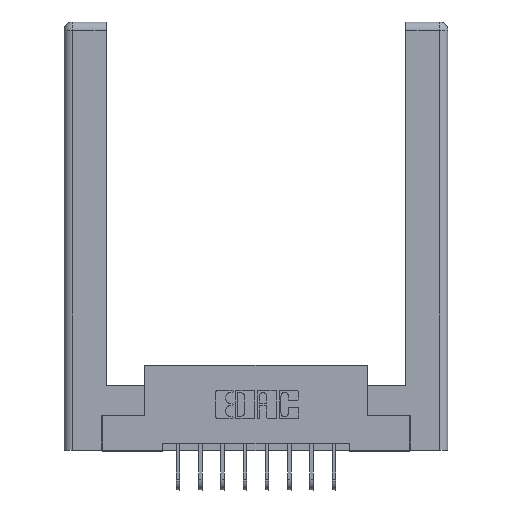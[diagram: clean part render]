
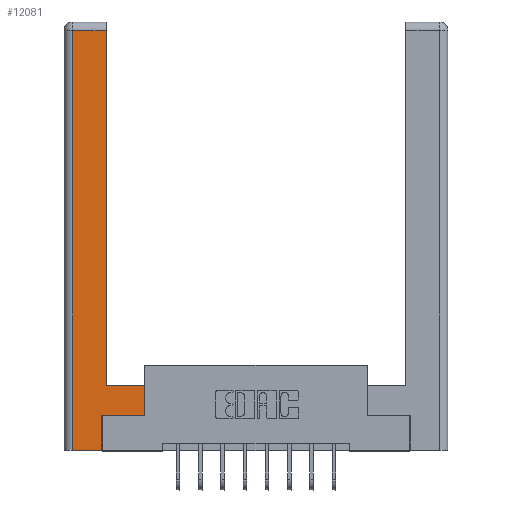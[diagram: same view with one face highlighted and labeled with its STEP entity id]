
A CAD part, top view. The second image highlights one B-rep face of the part: STEP entity #12081.
In plain terms, the highlighted planar face has unit normal (0, 0, 1).
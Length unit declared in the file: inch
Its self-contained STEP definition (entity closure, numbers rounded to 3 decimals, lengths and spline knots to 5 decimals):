
#74 = AXIS2_PLACEMENT_3D ( 'NONE', #10435, #11698, #1667 ) ;
#261 = EDGE_CURVE ( 'NONE', #6451, #4675, #1640, .T. ) ;
#612 = EDGE_CURVE ( 'NONE', #7992, #6451, #11126, .T. ) ;
#703 = ORIENTED_EDGE ( 'NONE', *, *, #6100, .T. ) ;
#891 = LINE ( 'NONE', #3206, #5658 ) ;
#1069 = LINE ( 'NONE', #9126, #11811 ) ;
#1640 = LINE ( 'NONE', #4853, #10810 ) ;
#1667 = DIRECTION ( 'NONE',  ( -1., 0., 0. ) ) ;
#1872 = DIRECTION ( 'NONE',  ( 1., 0., 0. ) ) ;
#1907 = ORIENTED_EDGE ( 'NONE', *, *, #5630, .T. ) ;
#2085 = CARTESIAN_POINT ( 'NONE',  ( 0.265, 0.245, 0. ) ) ;
#2095 = VECTOR ( 'NONE', #10824, 39.37008 ) ;
#2292 = DIRECTION ( 'NONE',  ( 0., 1., 0. ) ) ;
#2496 = DIRECTION ( 'NONE',  ( 0., 1., 0. ) ) ;
#3206 = CARTESIAN_POINT ( 'NONE',  ( 0.295, 3., 0. ) ) ;
#3771 = CARTESIAN_POINT ( 'NONE',  ( 0.565, 0.245, 0. ) ) ;
#3842 = EDGE_CURVE ( 'NONE', #11268, #12171, #10489, .T. ) ;
#4372 = CARTESIAN_POINT ( 'NONE',  ( 0.295, 0.45, 0. ) ) ;
#4460 = VERTEX_POINT ( 'NONE', #7049 ) ;
#4675 = VERTEX_POINT ( 'NONE', #4372 ) ;
#4676 = PLANE ( 'NONE',  #74 ) ;
#4790 = LINE ( 'NONE', #9788, #2095 ) ;
#4837 = VECTOR ( 'NONE', #4910, 39.37008 ) ;
#4853 = CARTESIAN_POINT ( 'NONE',  ( 0.295, 0.45, 0. ) ) ;
#4910 = DIRECTION ( 'NONE',  ( 1., 0., 0. ) ) ;
#4988 = CARTESIAN_POINT ( 'NONE',  ( 0.265, 0.245, 0. ) ) ;
#5172 = DIRECTION ( 'NONE',  ( 0., 1., 0. ) ) ;
#5630 = EDGE_CURVE ( 'NONE', #10233, #4460, #1069, .T. ) ;
#5658 = VECTOR ( 'NONE', #2496, 39.37008 ) ;
#5790 = LINE ( 'NONE', #8072, #12426 ) ;
#5811 = ORIENTED_EDGE ( 'NONE', *, *, #7984, .T. ) ;
#6100 = EDGE_CURVE ( 'NONE', #12171, #7992, #12128, .T. ) ;
#6451 = VERTEX_POINT ( 'NONE', #10310 ) ;
#6473 = EDGE_CURVE ( 'NONE', #4675, #8471, #891, .T. ) ;
#6974 = ORIENTED_EDGE ( 'NONE', *, *, #261, .T. ) ;
#7049 = CARTESIAN_POINT ( 'NONE',  ( 0.0615, 0., 0. ) ) ;
#7357 = CARTESIAN_POINT ( 'NONE',  ( 0.565, 0.45, 0. ) ) ;
#7834 = ORIENTED_EDGE ( 'NONE', *, *, #12239, .T. ) ;
#7984 = EDGE_CURVE ( 'NONE', #8471, #10233, #4790, .T. ) ;
#7992 = VERTEX_POINT ( 'NONE', #3771 ) ;
#8072 = CARTESIAN_POINT ( 'NONE',  ( 0.265, 0., 0. ) ) ;
#8471 = VERTEX_POINT ( 'NONE', #9769 ) ;
#8633 = ORIENTED_EDGE ( 'NONE', *, *, #3842, .T. ) ;
#8732 = VECTOR ( 'NONE', #2292, 39.37008 ) ;
#9126 = CARTESIAN_POINT ( 'NONE',  ( 0.0615, 0., 0. ) ) ;
#9769 = CARTESIAN_POINT ( 'NONE',  ( 0.295, 2.94, 0. ) ) ;
#9788 = CARTESIAN_POINT ( 'NONE',  ( 0.0615, 2.94, 0. ) ) ;
#10233 = VERTEX_POINT ( 'NONE', #11336 ) ;
#10310 = CARTESIAN_POINT ( 'NONE',  ( 0.565, 0.45, 0. ) ) ;
#10435 = CARTESIAN_POINT ( 'NONE',  ( 0., 0., 0. ) ) ;
#10489 = LINE ( 'NONE', #2085, #11432 ) ;
#10810 = VECTOR ( 'NONE', #12061, 39.37008 ) ;
#10824 = DIRECTION ( 'NONE',  ( -1., 0., 0. ) ) ;
#11126 = LINE ( 'NONE', #7357, #8732 ) ;
#11158 = DIRECTION ( 'NONE',  ( 0., -1., 0. ) ) ;
#11268 = VERTEX_POINT ( 'NONE', #12193 ) ;
#11281 = EDGE_LOOP ( 'NONE', ( #12324, #5811, #1907, #7834, #8633, #703, #11437, #6974 ) ) ;
#11336 = CARTESIAN_POINT ( 'NONE',  ( 0.0615, 2.94, 0. ) ) ;
#11432 = VECTOR ( 'NONE', #5172, 39.37008 ) ;
#11437 = ORIENTED_EDGE ( 'NONE', *, *, #612, .T. ) ;
#11698 = DIRECTION ( 'NONE',  ( 0., 0., -1. ) ) ;
#11811 = VECTOR ( 'NONE', #11158, 39.37008 ) ;
#11943 = FACE_OUTER_BOUND ( 'NONE', #11281, .T. ) ;
#11989 = CARTESIAN_POINT ( 'NONE',  ( 0.565, 0.245, 0. ) ) ;
#12061 = DIRECTION ( 'NONE',  ( -1., 0., 0. ) ) ;
#12081 = ADVANCED_FACE ( 'NONE', ( #11943 ), #4676, .F. ) ;
#12128 = LINE ( 'NONE', #11989, #4837 ) ;
#12171 = VERTEX_POINT ( 'NONE', #4988 ) ;
#12193 = CARTESIAN_POINT ( 'NONE',  ( 0.265, 0., 0. ) ) ;
#12239 = EDGE_CURVE ( 'NONE', #4460, #11268, #5790, .T. ) ;
#12324 = ORIENTED_EDGE ( 'NONE', *, *, #6473, .T. ) ;
#12426 = VECTOR ( 'NONE', #1872, 39.37008 ) ;
